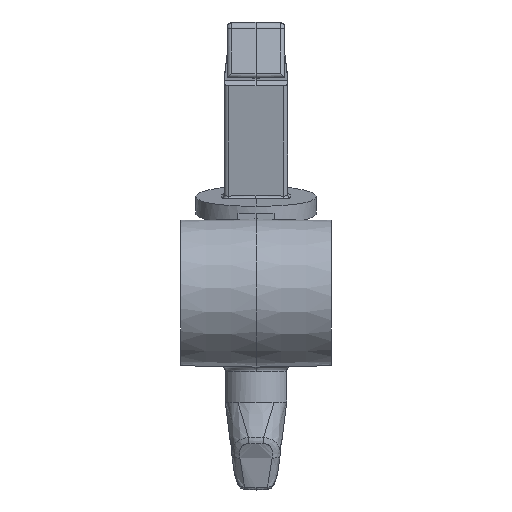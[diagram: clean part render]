
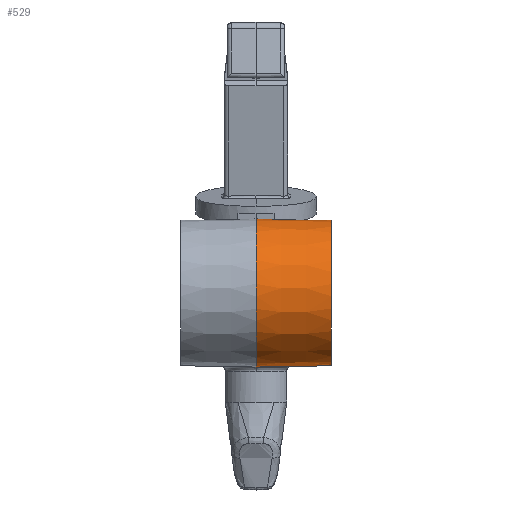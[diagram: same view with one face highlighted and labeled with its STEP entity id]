
A CAD part, left-side view. The second image highlights one B-rep face of the part: STEP entity #529.
In plain terms, the highlighted conical face has half-angle 1 degrees and reference radius 7.811 mm.
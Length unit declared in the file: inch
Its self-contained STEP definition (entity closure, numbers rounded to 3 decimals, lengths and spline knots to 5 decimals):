
#251=CONICAL_SURFACE('',#4366,0.3075,1.);
#286=CIRCLE('',#4357,0.30205);
#287=CIRCLE('',#4365,0.3075);
#529=ADVANCED_FACE('',(#879),#251,.T.);
#879=FACE_OUTER_BOUND('',#1132,.T.);
#1132=EDGE_LOOP('',(#1605,#1606,#1607,#1608));
#1605=ORIENTED_EDGE('',*,*,#3219,.F.);
#1606=ORIENTED_EDGE('',*,*,#3230,.T.);
#1607=ORIENTED_EDGE('',*,*,#3231,.F.);
#1608=ORIENTED_EDGE('',*,*,#3229,.F.);
#2816=VERTEX_POINT('',#6114);
#2827=VERTEX_POINT('',#6140);
#2829=VERTEX_POINT('',#6145);
#2835=VERTEX_POINT('',#6162);
#3219=EDGE_CURVE('',#2827,#2816,#286,.T.);
#3229=EDGE_CURVE('',#2816,#2829,#3804,.T.);
#3230=EDGE_CURVE('',#2827,#2835,#3805,.T.);
#3231=EDGE_CURVE('',#2829,#2835,#287,.T.);
#3804=LINE('',#6159,#4084);
#3805=LINE('',#6161,#4085);
#4084=VECTOR('',#4886,1.);
#4085=VECTOR('',#4889,1.);
#4357=AXIS2_PLACEMENT_3D('',#6141,#4868,#4869);
#4365=AXIS2_PLACEMENT_3D('',#6163,#4890,#4891);
#4366=AXIS2_PLACEMENT_3D('',#6164,#4892,#4893);
#4868=DIRECTION('',(0.,-1.,0.));
#4869=DIRECTION('',(0.,0.,-1.));
#4886=DIRECTION('',(0.,1.,-0.017));
#4889=DIRECTION('',(0.017,1.,0.002));
#4890=DIRECTION('',(0.,1.,0.));
#4891=DIRECTION('',(0.,0.,1.));
#4892=DIRECTION('',(0.,1.,0.));
#4893=DIRECTION('',(0.,0.,-1.));
#6114=CARTESIAN_POINT('',(0.6825,0.,0.00545));
#6140=CARTESIAN_POINT('',(0.98155,0.,0.34992));
#6141=CARTESIAN_POINT('',(0.6825,0.,0.3075));
#6145=CARTESIAN_POINT('',(0.6825,0.3125,0.));
#6159=CARTESIAN_POINT('',(0.6825,0.3125,0.));
#6161=CARTESIAN_POINT('',(0.98695,0.3125,0.35069));
#6162=CARTESIAN_POINT('',(0.98695,0.3125,0.35069));
#6163=CARTESIAN_POINT('',(0.6825,0.3125,0.3075));
#6164=CARTESIAN_POINT('',(0.6825,0.3125,0.3075));
